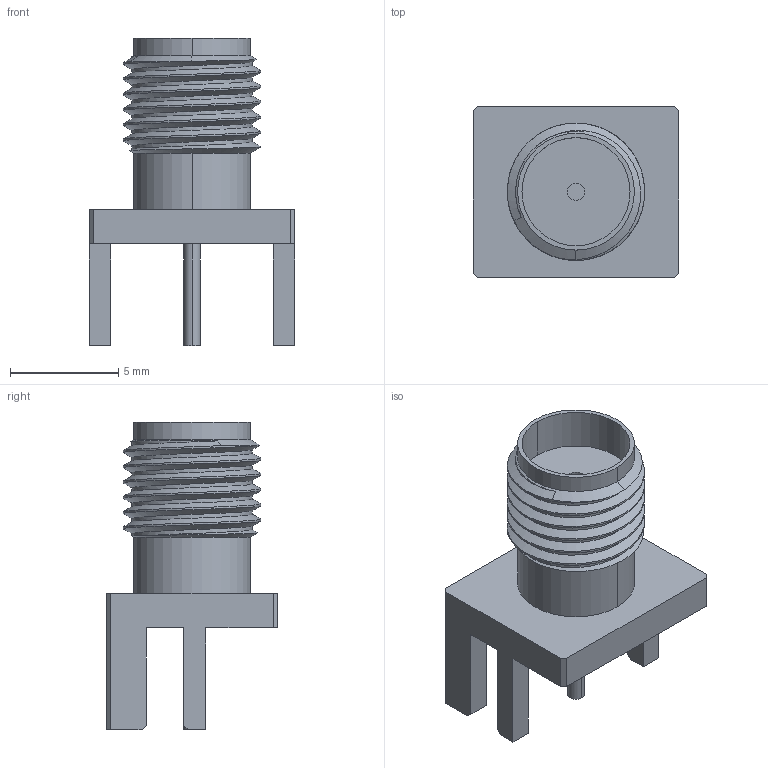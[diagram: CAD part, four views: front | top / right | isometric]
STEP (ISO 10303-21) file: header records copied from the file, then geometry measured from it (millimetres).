
FILE_DESCRIPTION((''),'2;1');
FILE_NAME('C-L9000279-01','2024-02-22T03:32:31',('workeradm'),('TE Connectivity Ltd.'),'CREO PARAMETRIC BY PTC INC, 2021072','CREO PARAMETRIC BY PTC INC, 2021072','');
FILE_SCHEMA(('AUTOMOTIVE_DESIGN { 1 0 10303 214 1 1 1 1 }'));
Length unit declared in the file: millimetre
Products named in the file (1): C-L9000279-01
Bounding box: 9.52 x 7.92 x 14.2 mm (x, y, z)
Volume: 312.7 mm3; surface area: 534.8 mm2
Topology: 1 solids, 1 shells, 61 faces, 162 edges, 107 vertices
Faces by surface type: plane 32, cylinder 22, cone 4, bspline 3
Entity records: 6573 total; most frequent: CARTESIAN_POINT 4927, ORIENTED_EDGE 324, DIRECTION 270, EDGE_CURVE 162, COLOUR_RGB 126, VERTEX_POINT 107, VECTOR 104, LINE 104
